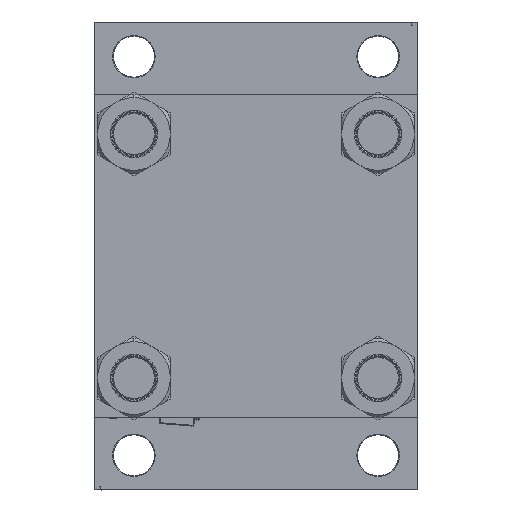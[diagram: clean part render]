
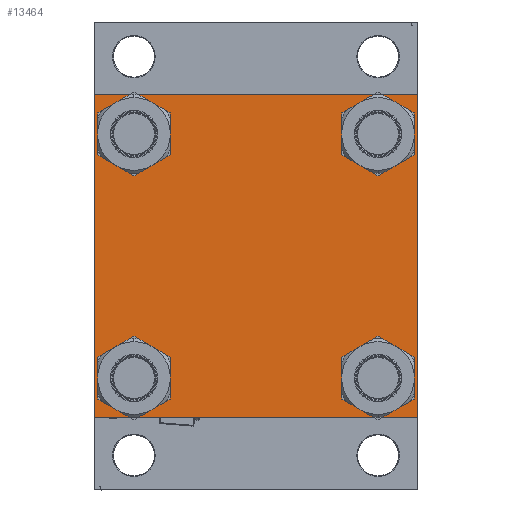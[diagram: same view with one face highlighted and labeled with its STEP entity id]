
A CAD part, left-side view. The second image highlights one B-rep face of the part: STEP entity #13464.
In plain terms, the highlighted planar face has unit normal (-1, 0, 0).
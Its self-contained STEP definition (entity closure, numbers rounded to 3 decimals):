
#156 = AXIS2_PLACEMENT_3D ( 'NONE', #18525, #19010, #26420 ) ;
#1149 = FACE_BOUND ( 'NONE', #38564, .T. ) ;
#1194 = DIRECTION ( 'NONE',  ( 1., 0., 0. ) ) ;
#1247 = VECTOR ( 'NONE', #33031, 1000. ) ;
#1271 = ORIENTED_EDGE ( 'NONE', *, *, #28323, .F. ) ;
#1285 = CARTESIAN_POINT ( 'NONE',  ( 0., 102., -102.5 ) ) ;
#1323 = VECTOR ( 'NONE', #29637, 1000. ) ;
#1769 = AXIS2_PLACEMENT_3D ( 'NONE', #6867, #2789, #25741 ) ;
#1958 = ORIENTED_EDGE ( 'NONE', *, *, #8471, .F. ) ;
#2240 = EDGE_CURVE ( 'NONE', #37055, #49636, #34510, .T. ) ;
#2591 = CIRCLE ( 'NONE', #1769, 14. ) ;
#2787 = CARTESIAN_POINT ( 'NONE',  ( 0., -102.25, -102.25 ) ) ;
#2789 = DIRECTION ( 'NONE',  ( 1., 0., 0. ) ) ;
#3132 = LINE ( 'NONE', #18682, #45866 ) ;
#3442 = ORIENTED_EDGE ( 'NONE', *, *, #13416, .T. ) ;
#3562 = DIRECTION ( 'NONE',  ( 1., 0., 0. ) ) ;
#4329 = AXIS2_PLACEMENT_3D ( 'NONE', #30104, #3562, #49743 ) ;
#5017 = CARTESIAN_POINT ( 'NONE',  ( 0., -77.45, -63.45 ) ) ;
#5237 = DIRECTION ( 'NONE',  ( -1., 0., 0. ) ) ;
#5900 = ORIENTED_EDGE ( 'NONE', *, *, #35345, .T. ) ;
#6852 = VERTEX_POINT ( 'NONE', #9528 ) ;
#6867 = CARTESIAN_POINT ( 'NONE',  ( 0., 77.45, 77.45 ) ) ;
#7271 = LINE ( 'NONE', #41960, #14416 ) ;
#7514 = CARTESIAN_POINT ( 'NONE',  ( 0., 102.25, 102.25 ) ) ;
#7667 = CARTESIAN_POINT ( 'NONE',  ( 0., -77.45, 91.45 ) ) ;
#8471 = EDGE_CURVE ( 'NONE', #16353, #35996, #29040, .T. ) ;
#8653 = CARTESIAN_POINT ( 'NONE',  ( 0., -77.45, 63.45 ) ) ;
#8959 = EDGE_LOOP ( 'NONE', ( #11756, #37366, #40060, #50392, #1271, #14130, #1958, #5900 ) ) ;
#9244 = DIRECTION ( 'NONE',  ( 1., 0., 0. ) ) ;
#9489 = VERTEX_POINT ( 'NONE', #50201 ) ;
#9528 = CARTESIAN_POINT ( 'NONE',  ( 0., -102., -102.5 ) ) ;
#9582 = DIRECTION ( 'NONE',  ( 0., 0., 1. ) ) ;
#9822 = DIRECTION ( 'NONE',  ( 1., 0., 0. ) ) ;
#10186 = VERTEX_POINT ( 'NONE', #7667 ) ;
#10727 = CARTESIAN_POINT ( 'NONE',  ( 0., 77.45, -91.45 ) ) ;
#11055 = CARTESIAN_POINT ( 'NONE',  ( 0., -77.45, -91.45 ) ) ;
#11280 = CARTESIAN_POINT ( 'NONE',  ( 0., 102.25, -102.25 ) ) ;
#11756 = ORIENTED_EDGE ( 'NONE', *, *, #20003, .T. ) ;
#11927 = VERTEX_POINT ( 'NONE', #25239 ) ;
#12989 = ORIENTED_EDGE ( 'NONE', *, *, #47130, .T. ) ;
#13416 = EDGE_CURVE ( 'NONE', #24025, #10186, #33425, .T. ) ;
#13464 = ADVANCED_FACE ( 'NONE', ( #36087, #25625, #1149, #36349, #44510 ), #16706, .T. ) ;
#13580 = CIRCLE ( 'NONE', #20111, 14. ) ;
#13625 = VERTEX_POINT ( 'NONE', #50103 ) ;
#14130 = ORIENTED_EDGE ( 'NONE', *, *, #30336, .T. ) ;
#14416 = VECTOR ( 'NONE', #22584, 1000. ) ;
#14558 = VERTEX_POINT ( 'NONE', #29401 ) ;
#14915 = CARTESIAN_POINT ( 'NONE',  ( 0., -77.45, 77.45 ) ) ;
#15286 = CARTESIAN_POINT ( 'NONE',  ( 0., 77.45, 91.45 ) ) ;
#15501 = CARTESIAN_POINT ( 'NONE',  ( 0., 77.45, -77.45 ) ) ;
#16076 = EDGE_LOOP ( 'NONE', ( #17543, #12989 ) ) ;
#16181 = EDGE_CURVE ( 'NONE', #32229, #35061, #2591, .T. ) ;
#16353 = VERTEX_POINT ( 'NONE', #24171 ) ;
#16640 = DIRECTION ( 'NONE',  ( 0., 0., 1. ) ) ;
#16706 = PLANE ( 'NONE',  #26115 ) ;
#16870 = VECTOR ( 'NONE', #34795, 1000. ) ;
#17543 = ORIENTED_EDGE ( 'NONE', *, *, #2240, .T. ) ;
#18525 = CARTESIAN_POINT ( 'NONE',  ( 0., 77.45, -77.45 ) ) ;
#18566 = VERTEX_POINT ( 'NONE', #20610 ) ;
#18682 = CARTESIAN_POINT ( 'NONE',  ( 0., 102.5, -102.5 ) ) ;
#18765 = EDGE_LOOP ( 'NONE', ( #27494, #31568 ) ) ;
#19010 = DIRECTION ( 'NONE',  ( 1., 0., 0. ) ) ;
#19136 = EDGE_CURVE ( 'NONE', #35061, #32229, #45867, .T. ) ;
#19550 = CARTESIAN_POINT ( 'NONE',  ( 0., -77.45, -77.45 ) ) ;
#20003 = EDGE_CURVE ( 'NONE', #9489, #13625, #30359, .T. ) ;
#20111 = AXIS2_PLACEMENT_3D ( 'NONE', #14915, #30474, #26658 ) ;
#20396 = EDGE_CURVE ( 'NONE', #11927, #30995, #30435, .T. ) ;
#20594 = ORIENTED_EDGE ( 'NONE', *, *, #48315, .T. ) ;
#20610 = CARTESIAN_POINT ( 'NONE',  ( 0., -102.5, -102. ) ) ;
#21147 = DIRECTION ( 'NONE',  ( 0., -1., 0. ) ) ;
#21162 = DIRECTION ( 'NONE',  ( 0., -0.707, 0.707 ) ) ;
#21306 = LINE ( 'NONE', #33283, #1247 ) ;
#22068 = EDGE_CURVE ( 'NONE', #22229, #6852, #3132, .T. ) ;
#22229 = VERTEX_POINT ( 'NONE', #1285 ) ;
#22356 = CARTESIAN_POINT ( 'NONE',  ( 0., 77.45, 63.45 ) ) ;
#22584 = DIRECTION ( 'NONE',  ( 0., 0.707, 0.707 ) ) ;
#24025 = VERTEX_POINT ( 'NONE', #8653 ) ;
#24171 = CARTESIAN_POINT ( 'NONE',  ( 0., 102., 102.5 ) ) ;
#25239 = CARTESIAN_POINT ( 'NONE',  ( 0., 77.45, -63.45 ) ) ;
#25625 = FACE_BOUND ( 'NONE', #16076, .T. ) ;
#25669 = EDGE_CURVE ( 'NONE', #6852, #18566, #29056, .T. ) ;
#25741 = DIRECTION ( 'NONE',  ( 0., 0., 1. ) ) ;
#26115 = AXIS2_PLACEMENT_3D ( 'NONE', #32272, #5237, #9582 ) ;
#26420 = DIRECTION ( 'NONE',  ( 0., 0., 1. ) ) ;
#26658 = DIRECTION ( 'NONE',  ( 0., 0., 1. ) ) ;
#27494 = ORIENTED_EDGE ( 'NONE', *, *, #19136, .T. ) ;
#28268 = CARTESIAN_POINT ( 'NONE',  ( 0., -102., 102.5 ) ) ;
#28323 = EDGE_CURVE ( 'NONE', #14558, #18566, #21306, .T. ) ;
#29040 = LINE ( 'NONE', #45100, #32184 ) ;
#29056 = LINE ( 'NONE', #2787, #46784 ) ;
#29199 = DIRECTION ( 'NONE',  ( 0., 0., 1. ) ) ;
#29401 = CARTESIAN_POINT ( 'NONE',  ( 0., -102.5, 102. ) ) ;
#29637 = DIRECTION ( 'NONE',  ( 0., -0.707, -0.707 ) ) ;
#29825 = EDGE_CURVE ( 'NONE', #13625, #22229, #50040, .T. ) ;
#30007 = EDGE_LOOP ( 'NONE', ( #20594, #3442 ) ) ;
#30104 = CARTESIAN_POINT ( 'NONE',  ( 0., 77.45, 77.45 ) ) ;
#30336 = EDGE_CURVE ( 'NONE', #14558, #35996, #7271, .T. ) ;
#30359 = LINE ( 'NONE', #50256, #33666 ) ;
#30435 = CIRCLE ( 'NONE', #156, 14. ) ;
#30474 = DIRECTION ( 'NONE',  ( 1., 0., 0. ) ) ;
#30995 = VERTEX_POINT ( 'NONE', #10727 ) ;
#31273 = DIRECTION ( 'NONE',  ( 1., 0., 0. ) ) ;
#31568 = ORIENTED_EDGE ( 'NONE', *, *, #16181, .T. ) ;
#31776 = DIRECTION ( 'NONE',  ( 0., 0., 1. ) ) ;
#32184 = VECTOR ( 'NONE', #21147, 1000. ) ;
#32229 = VERTEX_POINT ( 'NONE', #22356 ) ;
#32272 = CARTESIAN_POINT ( 'NONE',  ( 0., 0., 0. ) ) ;
#33031 = DIRECTION ( 'NONE',  ( 0., 0., -1. ) ) ;
#33283 = CARTESIAN_POINT ( 'NONE',  ( 0., -102.5, 102.5 ) ) ;
#33425 = CIRCLE ( 'NONE', #46455, 14. ) ;
#33666 = VECTOR ( 'NONE', #45924, 1000. ) ;
#34226 = DIRECTION ( 'NONE',  ( 0., -1., 0. ) ) ;
#34510 = CIRCLE ( 'NONE', #47556, 14. ) ;
#34615 = AXIS2_PLACEMENT_3D ( 'NONE', #15501, #1194, #35887 ) ;
#34795 = DIRECTION ( 'NONE',  ( 0., 0.707, -0.707 ) ) ;
#34830 = ORIENTED_EDGE ( 'NONE', *, *, #41516, .T. ) ;
#35061 = VERTEX_POINT ( 'NONE', #15286 ) ;
#35345 = EDGE_CURVE ( 'NONE', #16353, #9489, #42463, .T. ) ;
#35887 = DIRECTION ( 'NONE',  ( 0., 0., 1. ) ) ;
#35996 = VERTEX_POINT ( 'NONE', #28268 ) ;
#36087 = FACE_BOUND ( 'NONE', #30007, .T. ) ;
#36349 = FACE_BOUND ( 'NONE', #18765, .T. ) ;
#37055 = VERTEX_POINT ( 'NONE', #5017 ) ;
#37072 = CIRCLE ( 'NONE', #34615, 14. ) ;
#37366 = ORIENTED_EDGE ( 'NONE', *, *, #29825, .T. ) ;
#38564 = EDGE_LOOP ( 'NONE', ( #49628, #34830 ) ) ;
#40060 = ORIENTED_EDGE ( 'NONE', *, *, #22068, .T. ) ;
#41516 = EDGE_CURVE ( 'NONE', #30995, #11927, #37072, .T. ) ;
#41960 = CARTESIAN_POINT ( 'NONE',  ( 0., -102.25, 102.25 ) ) ;
#42463 = LINE ( 'NONE', #7514, #16870 ) ;
#44510 = FACE_OUTER_BOUND ( 'NONE', #8959, .T. ) ;
#45100 = CARTESIAN_POINT ( 'NONE',  ( 0., 102.5, 102.5 ) ) ;
#45866 = VECTOR ( 'NONE', #34226, 1000. ) ;
#45867 = CIRCLE ( 'NONE', #4329, 14. ) ;
#45924 = DIRECTION ( 'NONE',  ( 0., 0., -1. ) ) ;
#46139 = AXIS2_PLACEMENT_3D ( 'NONE', #19550, #31273, #31776 ) ;
#46455 = AXIS2_PLACEMENT_3D ( 'NONE', #48595, #9822, #29199 ) ;
#46784 = VECTOR ( 'NONE', #21162, 1000. ) ;
#47130 = EDGE_CURVE ( 'NONE', #49636, #37055, #47765, .T. ) ;
#47277 = CARTESIAN_POINT ( 'NONE',  ( 0., -77.45, -77.45 ) ) ;
#47556 = AXIS2_PLACEMENT_3D ( 'NONE', #47277, #9244, #16640 ) ;
#47765 = CIRCLE ( 'NONE', #46139, 14. ) ;
#48315 = EDGE_CURVE ( 'NONE', #10186, #24025, #13580, .T. ) ;
#48595 = CARTESIAN_POINT ( 'NONE',  ( 0., -77.45, 77.45 ) ) ;
#49628 = ORIENTED_EDGE ( 'NONE', *, *, #20396, .T. ) ;
#49636 = VERTEX_POINT ( 'NONE', #11055 ) ;
#49743 = DIRECTION ( 'NONE',  ( 0., 0., 1. ) ) ;
#50040 = LINE ( 'NONE', #11280, #1323 ) ;
#50103 = CARTESIAN_POINT ( 'NONE',  ( 0., 102.5, -102. ) ) ;
#50201 = CARTESIAN_POINT ( 'NONE',  ( 0., 102.5, 102. ) ) ;
#50256 = CARTESIAN_POINT ( 'NONE',  ( 0., 102.5, 102.5 ) ) ;
#50392 = ORIENTED_EDGE ( 'NONE', *, *, #25669, .T. ) ;
